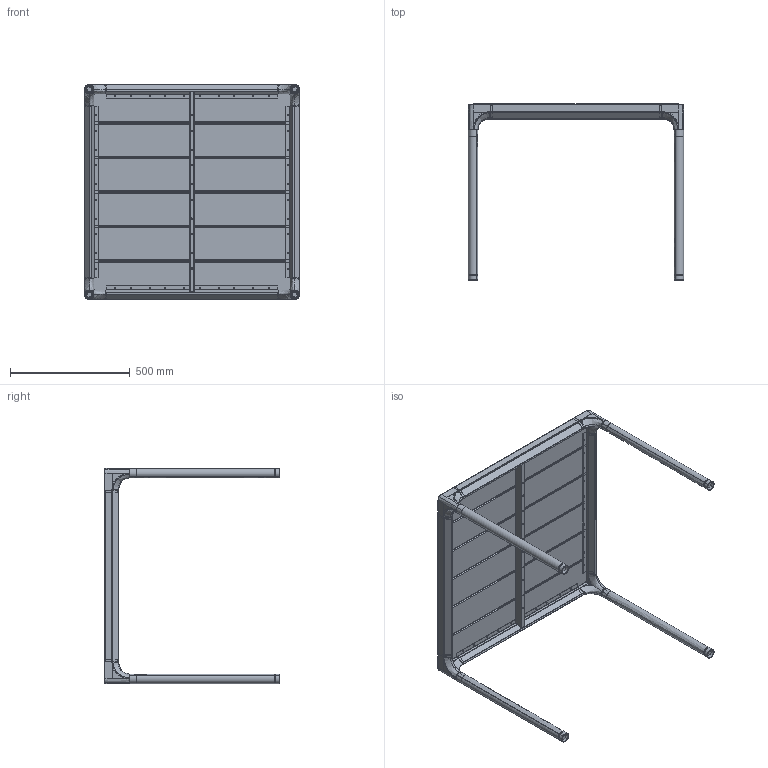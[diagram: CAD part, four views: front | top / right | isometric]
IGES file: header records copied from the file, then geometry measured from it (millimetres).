
Start section: SolidWorks IGES file using analytic representation for surfaces
Global section: file name: Four 90 x 90.IGS; native system: SolidWorks 2010; preprocessor: SolidWorks 2010; author: Morten; date: 180125.133239; units: millimetre
Bounding box: 900 x 736 x 900 mm (x, y, z)
Surface area: 4041479.1 mm2 (no closed solid volume)
Topology: 0 solids, 0 shells, 1368 faces, 17568 edges, 17500 vertices
Faces by surface type: revolution 784, bspline 584
